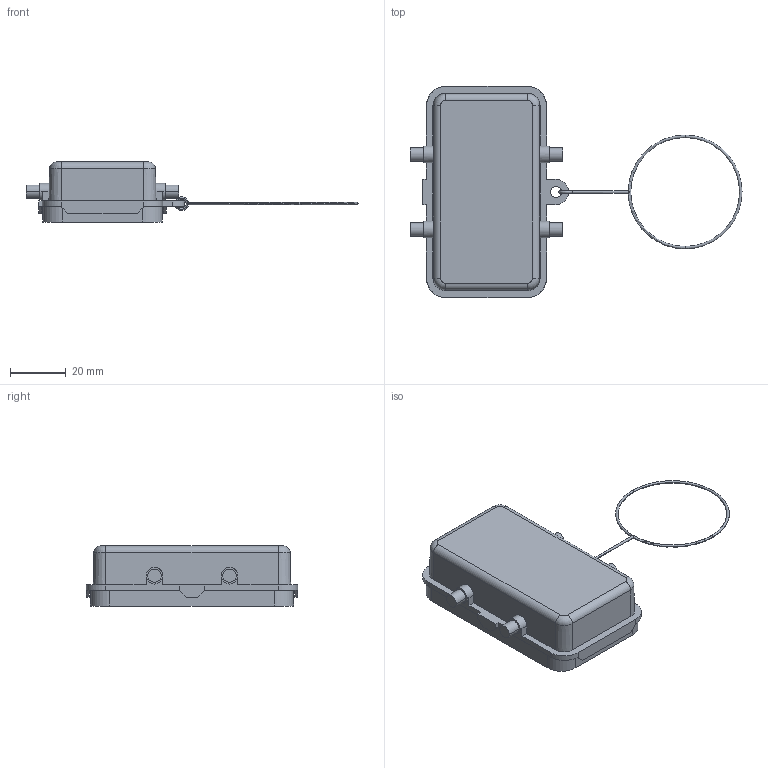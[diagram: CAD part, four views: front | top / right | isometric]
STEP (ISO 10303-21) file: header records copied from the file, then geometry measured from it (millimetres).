
FILE_DESCRIPTION(('Creo Elements/Direct Modeling STEP Export'),'2;1');
FILE_NAME('model.stp','2018-09-13T13:59:16',(''),(''),'Creo Elements/Direct Modeling STEP processor for AP214 (Solid Model)','Creo Elements/Direct Modeling 18.1I 14-Aug-2016 (C) Parametric Technology GmbH','');
FILE_SCHEMA(('AUTOMOTIVE_DESIGN { 1 0 10303 214 1 1 1 1 }'));
Length unit declared in the file: millimetre
Products named in the file (2): HC_B10_HCLFD_PR_BK-select
Assembly tree (1 placements, depth 2):
  HC_B10_HCLFD_PR_BK-select
    HC_B10_HCLFD_PR_BK-select
Bounding box: 119.35 x 76 x 21.6 mm (x, y, z)
Volume: 26363.9 mm3; surface area: 15383.1 mm2
Topology: 1 solids, 1 shells, 118 faces, 312 edges, 197 vertices
Faces by surface type: plane 65, cylinder 37, torus 12, cone 4
Entity records: 4650 total; most frequent: CARTESIAN_POINT 776, ORIENTED_EDGE 624, DIRECTION 588, EDGE_CURVE 312, AXIS2_PLACEMENT_3D 203, VERTEX_POINT 197, VECTOR 182, LINE 182
